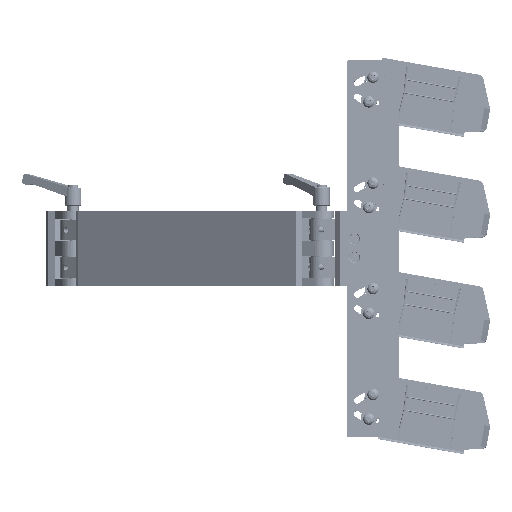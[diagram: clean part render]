
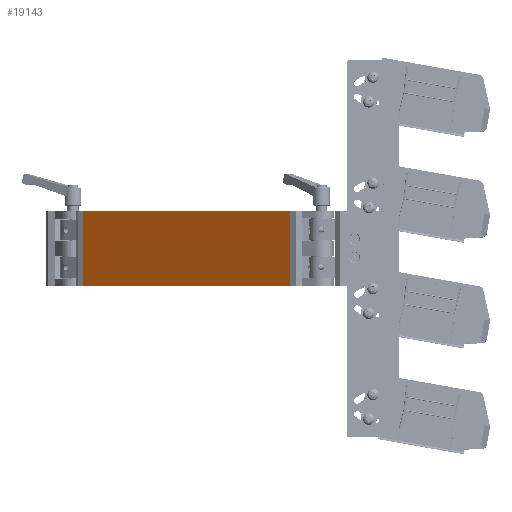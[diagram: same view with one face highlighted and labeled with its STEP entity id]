
A CAD part, top view. The second image highlights one B-rep face of the part: STEP entity #19143.
In plain terms, the highlighted face is planar.
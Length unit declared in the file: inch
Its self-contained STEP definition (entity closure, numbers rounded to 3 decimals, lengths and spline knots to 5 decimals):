
#1406=PLANE('',#21036);
#2242=FACE_OUTER_BOUND('',#3237,.T.);
#3237=EDGE_LOOP('',(#15782,#15783,#15784,#15785));
#4794=LINE('',#33662,#6671);
#4802=LINE('',#33677,#6679);
#4803=LINE('',#33679,#6680);
#4804=LINE('',#33680,#6681);
#6671=VECTOR('',#24835,0.3937);
#6679=VECTOR('',#24847,0.3937);
#6680=VECTOR('',#24850,0.3937);
#6681=VECTOR('',#24851,0.3937);
#9165=VERTEX_POINT('',#33659);
#9166=VERTEX_POINT('',#33661);
#9170=VERTEX_POINT('',#33673);
#9171=VERTEX_POINT('',#33675);
#11580=EDGE_CURVE('',#9165,#9166,#4794,.T.);
#11588=EDGE_CURVE('',#9170,#9171,#4802,.T.);
#11589=EDGE_CURVE('',#9165,#9170,#4803,.T.);
#11590=EDGE_CURVE('',#9166,#9171,#4804,.T.);
#15782=ORIENTED_EDGE('',*,*,#11589,.T.);
#15783=ORIENTED_EDGE('',*,*,#11588,.T.);
#15784=ORIENTED_EDGE('',*,*,#11590,.F.);
#15785=ORIENTED_EDGE('',*,*,#11580,.F.);
#19143=ADVANCED_FACE('',(#2242),#1406,.T.);
#21036=AXIS2_PLACEMENT_3D('',#33678,#24848,#24849);
#24835=DIRECTION('',(0.,0.,1.));
#24847=DIRECTION('',(0.,0.,1.));
#24848=DIRECTION('center_axis',(0.,1.,0.));
#24849=DIRECTION('ref_axis',(-1.,0.,0.));
#24850=DIRECTION('',(-1.,0.,0.));
#24851=DIRECTION('',(-1.,0.,0.));
#33659=CARTESIAN_POINT('',(1.77165,0.88583,0.));
#33661=CARTESIAN_POINT('',(1.77165,0.88583,12.));
#33662=CARTESIAN_POINT('',(1.77165,0.88583,0.));
#33673=CARTESIAN_POINT('',(-1.77166,0.88583,0.));
#33675=CARTESIAN_POINT('',(-1.77166,0.88583,12.));
#33677=CARTESIAN_POINT('',(-1.77166,0.88583,0.));
#33678=CARTESIAN_POINT('Origin',(1.77165,0.88583,0.));
#33679=CARTESIAN_POINT('',(1.77165,0.88583,0.));
#33680=CARTESIAN_POINT('',(1.77165,0.88583,12.));
